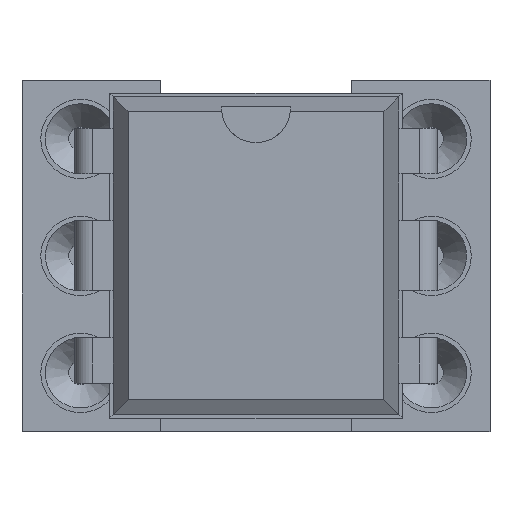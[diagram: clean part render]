
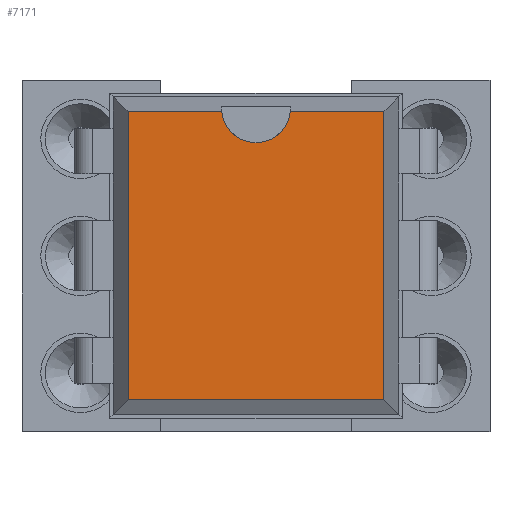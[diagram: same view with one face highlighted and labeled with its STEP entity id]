
A CAD part, top view. The second image highlights one B-rep face of the part: STEP entity #7171.
In plain terms, the highlighted planar face has unit normal (0, 0, 1).
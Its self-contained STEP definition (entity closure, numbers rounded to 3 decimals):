
#5733 = VERTEX_POINT('',#5734);
#5734 = CARTESIAN_POINT('',(-2.776,-3.126,7.33));
#5739 = EDGE_CURVE('',#5740,#5733,#5742,.T.);
#5740 = VERTEX_POINT('',#5741);
#5741 = CARTESIAN_POINT('',(-2.776,3.126,7.33));
#5742 = LINE('',#5743,#5744);
#5743 = CARTESIAN_POINT('',(-2.776,3.126,7.33));
#5744 = VECTOR('',#5745,1.);
#5745 = DIRECTION('',(0.,-1.,0.));
#7154 = VERTEX_POINT('',#7155);
#7155 = CARTESIAN_POINT('',(2.776,-3.126,7.33));
#7160 = EDGE_CURVE('',#5733,#7154,#7161,.T.);
#7161 = LINE('',#7162,#7163);
#7162 = CARTESIAN_POINT('',(-2.776,-3.126,7.33));
#7163 = VECTOR('',#7164,1.);
#7164 = DIRECTION('',(1.,0.,0.));
#7171 = ADVANCED_FACE('',(#7172),#7216,.F.);
#7172 = FACE_BOUND('',#7173,.F.);
#7173 = EDGE_LOOP('',(#7174,#7182,#7183,#7184,#7192,#7201,#7210));
#7174 = ORIENTED_EDGE('',*,*,#7175,.F.);
#7175 = EDGE_CURVE('',#7154,#7176,#7178,.T.);
#7176 = VERTEX_POINT('',#7177);
#7177 = CARTESIAN_POINT('',(2.776,3.126,7.33));
#7178 = LINE('',#7179,#7180);
#7179 = CARTESIAN_POINT('',(2.776,-3.126,7.33));
#7180 = VECTOR('',#7181,1.);
#7181 = DIRECTION('',(0.,1.,0.));
#7182 = ORIENTED_EDGE('',*,*,#7160,.F.);
#7183 = ORIENTED_EDGE('',*,*,#5739,.F.);
#7184 = ORIENTED_EDGE('',*,*,#7185,.F.);
#7185 = EDGE_CURVE('',#7186,#5740,#7188,.T.);
#7186 = VERTEX_POINT('',#7187);
#7187 = CARTESIAN_POINT('',(-0.746,3.126,7.33));
#7188 = LINE('',#7189,#7190);
#7189 = CARTESIAN_POINT('',(2.776,3.126,7.33));
#7190 = VECTOR('',#7191,1.);
#7191 = DIRECTION('',(-1.,0.,0.));
#7192 = ORIENTED_EDGE('',*,*,#7193,.F.);
#7193 = EDGE_CURVE('',#7194,#7186,#7196,.T.);
#7194 = VERTEX_POINT('',#7195);
#7195 = CARTESIAN_POINT('',(0.,2.451,7.33));
#7196 = CIRCLE('',#7197,0.75);
#7197 = AXIS2_PLACEMENT_3D('',#7198,#7199,#7200);
#7198 = CARTESIAN_POINT('',(0.,3.201,7.33));
#7199 = DIRECTION('',(0.,0.,-1.));
#7200 = DIRECTION('',(0.,-1.,0.));
#7201 = ORIENTED_EDGE('',*,*,#7202,.F.);
#7202 = EDGE_CURVE('',#7203,#7194,#7205,.T.);
#7203 = VERTEX_POINT('',#7204);
#7204 = CARTESIAN_POINT('',(0.746,3.126,7.33));
#7205 = CIRCLE('',#7206,0.75);
#7206 = AXIS2_PLACEMENT_3D('',#7207,#7208,#7209);
#7207 = CARTESIAN_POINT('',(0.,3.201,7.33));
#7208 = DIRECTION('',(0.,0.,-1.));
#7209 = DIRECTION('',(0.,-1.,0.));
#7210 = ORIENTED_EDGE('',*,*,#7211,.F.);
#7211 = EDGE_CURVE('',#7176,#7203,#7212,.T.);
#7212 = LINE('',#7213,#7214);
#7213 = CARTESIAN_POINT('',(2.776,3.126,7.33));
#7214 = VECTOR('',#7215,1.);
#7215 = DIRECTION('',(-1.,0.,0.));
#7216 = PLANE('',#7217);
#7217 = AXIS2_PLACEMENT_3D('',#7218,#7219,#7220);
#7218 = CARTESIAN_POINT('',(2.776,-3.126,7.33));
#7219 = DIRECTION('',(0.,0.,-1.));
#7220 = DIRECTION('',(-0.664,0.748,0.));
